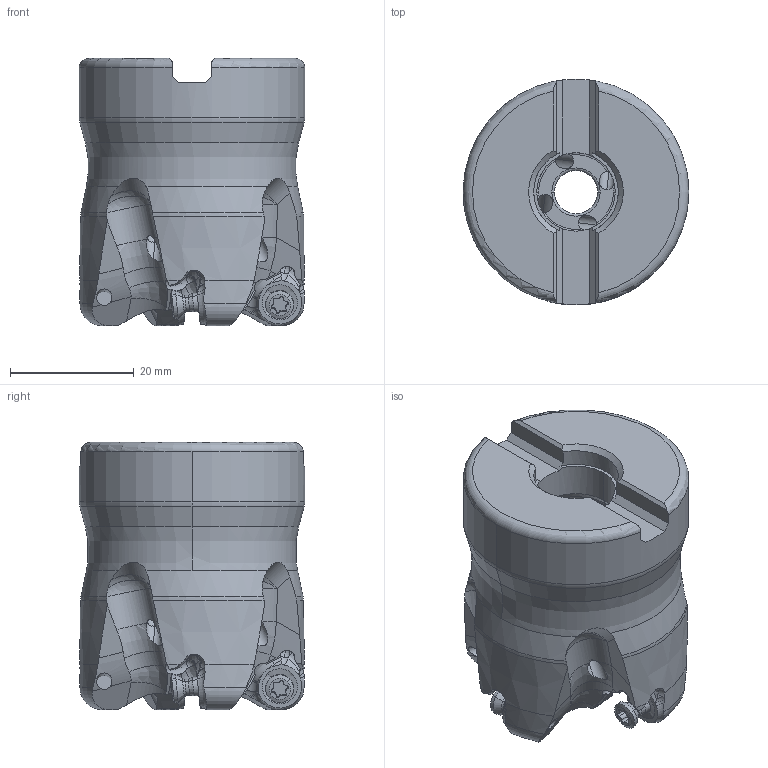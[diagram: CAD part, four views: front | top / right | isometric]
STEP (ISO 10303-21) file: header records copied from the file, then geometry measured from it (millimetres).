
FILE_DESCRIPTION(/* description */ (''),/* implementation_level */ '2;1');
FILE_NAME(/* name */ 'WWX200UR1_5004SA.stp',/* time_stamp */ '2022-11-25T16:42:54+09:00',/* author */ (''),/* organization */ (''),/* preprocessor_version */ 'ST-DEVELOPER v16',/* originating_system */ 'SIEMENS PLM Software NX 10.0',/* authorisation */ '');
FILE_SCHEMA (('AUTOMOTIVE_DESIGN { 1 0 10303 214 3 1 1 1 }'));
Length unit declared in the file: millimetre
Products named in the file (1): WWX200UR1_5004SA_ASM
Bounding box: 36.51 x 36.51 x 43.26 mm (x, y, z)
Volume: 31387.9 mm3; surface area: 9433.1 mm2
Topology: 5 solids, 5 shells, 537 faces, 1599 edges, 1036 vertices
Faces by surface type: cylinder 172, plane 133, sphere 64, bspline 60, cone 42, torus 38, extrusion 28
Entity records: 29455 total; most frequent: CARTESIAN_POINT 16046, ORIENTED_EDGE 3118, DIRECTION 2384, EDGE_CURVE 1559, VERTEX_POINT 1029, AXIS2_PLACEMENT_3D 1007, B_SPLINE_CURVE_WITH_KNOTS 711, EDGE_LOOP 552
